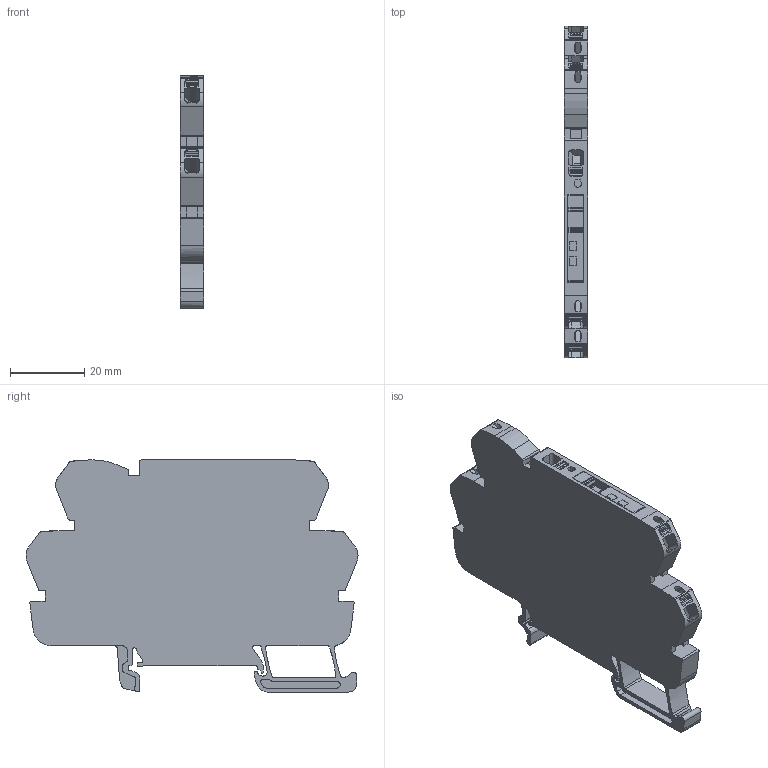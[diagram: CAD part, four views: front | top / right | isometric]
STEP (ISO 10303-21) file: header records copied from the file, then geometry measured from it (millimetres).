
FILE_DESCRIPTION(('CATIA V5 STEP Exchange','CAx-IF Rec.Pracs.--- Model Styling and Organization---1.5--- 2016-08-15','CAx-IF Rec.Pracs.---Supplemental Geometry---1.0---2011-11-01','CAx-IF Rec.Pracs.--- Composite Materials ---1.1---2010-07-15'),'2;1');
FILE_NAME ('1295940-4_3', '2025-08-26T04:54:37+00:00', ('none'), ('Weidmueller'), 'CATIA Version 5-6 Release 2024 SP4', 'CATIA V5 STEP AP214 v3', 'none');
FILE_SCHEMA(('AUTOMOTIVE_DESIGN { 1 0 10303 214 1 1 1 1 }'));
Length unit declared in the file: millimetre
Products named in the file (1): S3D_TOPL_XXX_1CO_TRAK
Bounding box: 6.4 x 89.37 x 62.45 mm (x, y, z)
Volume: 26024.3 mm3; surface area: 12764.2 mm2
Topology: 1 solids, 1 shells, 454 faces, 1442 edges, 1007 vertices
Faces by surface type: plane 266, cylinder 165, extrusion 23
Entity records: 16784 total; most frequent: CARTESIAN_POINT 4583, ORIENTED_EDGE 2884, DIRECTION 1939, EDGE_CURVE 1442, VERTEX_POINT 1007, VECTOR 919, LINE 896, AXIS2_PLACEMENT_3D 642
